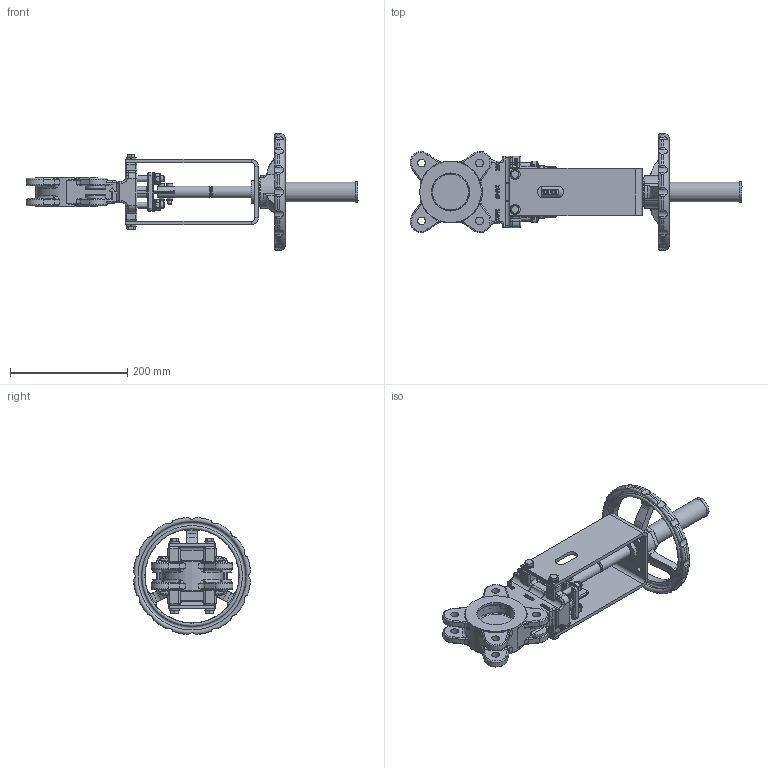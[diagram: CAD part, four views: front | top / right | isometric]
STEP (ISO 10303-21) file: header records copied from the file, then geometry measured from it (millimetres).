
FILE_DESCRIPTION(/* description */ ('Unknown'),/* implementation_level */ '2;1');
FILE_NAME(/* name */ 'ZFI-S-2.5''''MAUAL RISING',/* time_stamp */ '2023-08-31T15:29:43+06:00',/* author */ ('Unknown'),/* organization */ ('Unknown'),/* preprocessor_version */ 'ST-DEVELOPER v18.102',/* originating_system */ 'Solid Edge',/* authorisation */ 'Unknown');
FILE_SCHEMA (('AUTOMOTIVE_DESIGN {1 0 10303 214 3 1 1}'));
Length unit declared in the file: millimetre
Products named in the file (23): Assembly_ZFI-65 (Soft Seated Full Lug) Rising; 65-F2-BA-01-R4 Housing Soft Seated Machining; 65-BA-02-R2 Gate; HEX NUT M10; HSSS FP(GRUB) M10X60L; PUNCH WASHER A11; 100-BA-10-R2 Spindle Nut (Rising); Cross Seal; SPRING WASHER B10; HEX SCREW M8X20L; 65-BA-06C8-R1 Stuffing Plate; 04-R1 Inlet Seal ZFI-65; 65-BA-11S4-R1 Spindle (Rising); 65-BA-07S4-R0 Supporting Bracket; Key 8x7x22 Lg.; COM-BA-03A-R1 Bend Ring ZFI-S-65 to 100; 100-BA-38B-R0 Thrust Washer; NYLOCK NUT M6; 14BA-R0 Hand Wheel DI (Rising) DN 100 to 150; 65-BA-22MS-R0 Pipe Cover; 100-BA-41P-R0 Cap of Pipe Cover; HSHCS (ALLEN BOLT) M6X30L; HEX THIN NUT M30X2P
Assembly tree (45 placements, depth 2):
  Assembly_ZFI-65 (Soft Seated Full Lug) Rising
    65-F2-BA-01-R4 Housing Soft Seated Machining
    65-BA-02-R2 Gate
    HEX NUT M10  x8
    HSSS FP(GRUB) M10X60L  x4
    PUNCH WASHER A11  x4
    100-BA-10-R2 Spindle Nut (Rising)
    Cross Seal  x3
    SPRING WASHER B10  x4
    HEX SCREW M8X20L  x4
    65-BA-06C8-R1 Stuffing Plate
    04-R1 Inlet Seal ZFI-65
    65-BA-11S4-R1 Spindle (Rising)
    65-BA-07S4-R0 Supporting Bracket
    Key 8x7x22 Lg.
    COM-BA-03A-R1 Bend Ring ZFI-S-65 to 100
    100-BA-38B-R0 Thrust Washer
    NYLOCK NUT M6  x2
    14BA-R0 Hand Wheel DI (Rising) DN 100 to 150
    65-BA-22MS-R0 Pipe Cover
    100-BA-41P-R0 Cap of Pipe Cover
    HSHCS (ALLEN BOLT) M6X30L  x2
    HEX THIN NUT M30X2P
Bounding box: 566.13 x 199.34 x 199.34 mm (x, y, z)
Volume: 1428666 mm3; surface area: 478466.7 mm2
Topology: 45 solids, 45 shells, 1790 faces, 4340 edges, 2646 vertices
Faces by surface type: plane 712, cylinder 533, torus 190, bspline 161, cone 158, sphere 36
Full cylindrical faces by diameter (mm): 4.773 x2, 4.917 x2, 4.967 x2, 6 x4, 6.3 x6, 6.4 x2, 6.411 x8, 6.466 x4, 7.805 x4, 8 x8, 8.376 x8, 8.5 x6, 9 x4, 9.5 x2, 10 x6, 11 x4, 13.376 x8, 16 x1, 17.294 x1, 20 x2, 21 x5, 27.835 x1, 28 x1, 28.376 x1, 30 x1, 31.5 x1, 34 x4, 35 x1, 39 x1, 50 x1
Entity records: 54274 total; most frequent: CARTESIAN_POINT 15002, ORIENTED_EDGE 6684, DIRECTION 6529, EDGE_CURVE 3342, AXIS2_PLACEMENT_3D 2536, VERTEX_POINT 2147, FACE_BOUND 1715, EDGE_LOOP 1706
